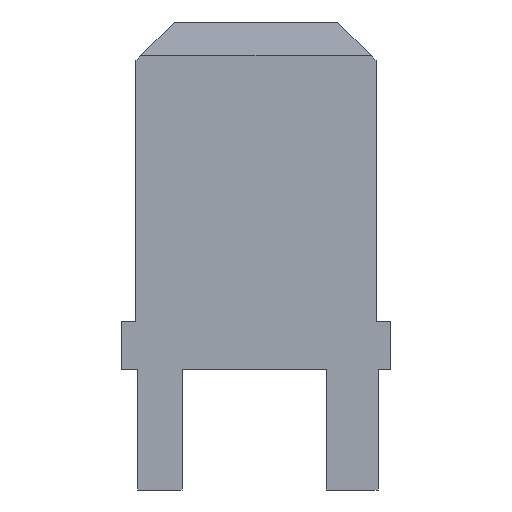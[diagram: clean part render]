
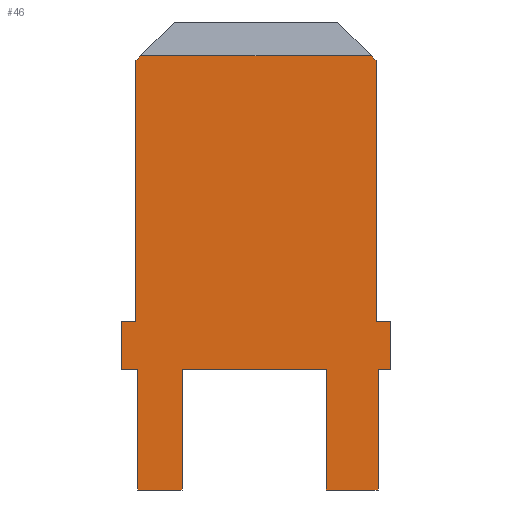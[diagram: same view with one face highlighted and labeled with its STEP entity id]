
A CAD part, front view. The second image highlights one B-rep face of the part: STEP entity #46.
In plain terms, the highlighted planar face has unit normal (0, -1, 0).
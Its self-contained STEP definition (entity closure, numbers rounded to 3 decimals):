
#46=ADVANCED_FACE('',(#69),#70,.T.);
#69=FACE_OUTER_BOUND('',#113,.T.);
#70=PLANE('',#114);
#113=EDGE_LOOP('',(#157,#158,#159,#160,#161,#162,#163,#164,#165,#166,#167,#168,#169,#170,#171,#172,#173,#174));
#114=AXIS2_PLACEMENT_3D('',#175,#176,#177);
#157=ORIENTED_EDGE('',*,*,#343,.F.);
#158=ORIENTED_EDGE('',*,*,#344,.F.);
#159=ORIENTED_EDGE('',*,*,#345,.T.);
#160=ORIENTED_EDGE('',*,*,#346,.F.);
#161=ORIENTED_EDGE('',*,*,#347,.F.);
#162=ORIENTED_EDGE('',*,*,#348,.T.);
#163=ORIENTED_EDGE('',*,*,#349,.F.);
#164=ORIENTED_EDGE('',*,*,#350,.F.);
#165=ORIENTED_EDGE('',*,*,#351,.T.);
#166=ORIENTED_EDGE('',*,*,#352,.F.);
#167=ORIENTED_EDGE('',*,*,#353,.F.);
#168=ORIENTED_EDGE('',*,*,#354,.F.);
#169=ORIENTED_EDGE('',*,*,#355,.F.);
#170=ORIENTED_EDGE('',*,*,#356,.F.);
#171=ORIENTED_EDGE('',*,*,#357,.T.);
#172=ORIENTED_EDGE('',*,*,#358,.F.);
#173=ORIENTED_EDGE('',*,*,#359,.F.);
#174=ORIENTED_EDGE('',*,*,#360,.T.);
#175=CARTESIAN_POINT('',(0.0,-0.4,0.0));
#176=DIRECTION('',(0.0,-1.0,0.0));
#177=DIRECTION('',(0.0,0.0,-1.0));
#343=EDGE_CURVE('',#403,#404,#405,.T.);
#344=EDGE_CURVE('',#406,#403,#407,.T.);
#345=EDGE_CURVE('',#406,#408,#409,.T.);
#346=EDGE_CURVE('',#410,#408,#411,.T.);
#347=EDGE_CURVE('',#412,#410,#413,.T.);
#348=EDGE_CURVE('',#412,#414,#415,.T.);
#349=EDGE_CURVE('',#416,#414,#417,.T.);
#350=EDGE_CURVE('',#418,#416,#419,.T.);
#351=EDGE_CURVE('',#418,#420,#421,.T.);
#352=EDGE_CURVE('',#422,#420,#423,.T.);
#353=EDGE_CURVE('',#424,#422,#425,.T.);
#354=EDGE_CURVE('',#426,#424,#427,.T.);
#355=EDGE_CURVE('',#428,#426,#429,.T.);
#356=EDGE_CURVE('',#430,#428,#431,.T.);
#357=EDGE_CURVE('',#430,#432,#433,.T.);
#358=EDGE_CURVE('',#434,#432,#435,.T.);
#359=EDGE_CURVE('',#436,#434,#437,.T.);
#360=EDGE_CURVE('',#436,#404,#438,.T.);
#403=VERTEX_POINT('',#503);
#404=VERTEX_POINT('',#504);
#405=LINE('',#505,#506);
#406=VERTEX_POINT('',#507);
#407=LINE('',#508,#509);
#408=VERTEX_POINT('',#510);
#409=LINE('',#511,#512);
#410=VERTEX_POINT('',#513);
#411=LINE('',#514,#515);
#412=VERTEX_POINT('',#516);
#413=LINE('',#517,#518);
#414=VERTEX_POINT('',#519);
#415=LINE('',#520,#521);
#416=VERTEX_POINT('',#522);
#417=LINE('',#523,#524);
#418=VERTEX_POINT('',#525);
#419=LINE('',#526,#527);
#420=VERTEX_POINT('',#528);
#421=LINE('',#529,#530);
#422=VERTEX_POINT('',#531);
#423=LINE('',#532,#533);
#424=VERTEX_POINT('',#534);
#425=LINE('',#535,#536);
#426=VERTEX_POINT('',#537);
#427=LINE('',#538,#539);
#428=VERTEX_POINT('',#540);
#429=LINE('',#541,#542);
#430=VERTEX_POINT('',#543);
#431=LINE('',#544,#545);
#432=VERTEX_POINT('',#546);
#433=LINE('',#547,#548);
#434=VERTEX_POINT('',#549);
#435=LINE('',#550,#551);
#436=VERTEX_POINT('',#552);
#437=LINE('',#553,#554);
#438=LINE('',#555,#556);
#503=CARTESIAN_POINT('',(-3.175,-0.4,-1.016));
#504=CARTESIAN_POINT('',(-3.048,-0.4,-0.889));
#505=CARTESIAN_POINT('',(-3.175,-0.4,-1.016));
#506=VECTOR('',#663,0.18);
#507=CARTESIAN_POINT('',(-3.175,-0.4,-7.925));
#508=CARTESIAN_POINT('',(-3.175,-0.4,-7.925));
#509=VECTOR('',#664,6.909);
#510=CARTESIAN_POINT('',(-3.556,-0.4,-7.925));
#511=CARTESIAN_POINT('',(-3.175,-0.4,-7.925));
#512=VECTOR('',#665,0.381);
#513=CARTESIAN_POINT('',(-3.556,-0.4,-9.195));
#514=CARTESIAN_POINT('',(-3.556,-0.4,-9.195));
#515=VECTOR('',#666,1.27);
#516=CARTESIAN_POINT('',(-3.124,-0.4,-9.195));
#517=CARTESIAN_POINT('',(-3.124,-0.4,-9.195));
#518=VECTOR('',#667,0.432);
#519=CARTESIAN_POINT('',(-3.124,-0.4,-12.37));
#520=CARTESIAN_POINT('',(-3.124,-0.4,-9.195));
#521=VECTOR('',#668,3.175);
#522=CARTESIAN_POINT('',(-1.956,-0.4,-12.37));
#523=CARTESIAN_POINT('',(-1.956,-0.4,-12.37));
#524=VECTOR('',#669,1.168);
#525=CARTESIAN_POINT('',(-1.956,-0.4,-9.195));
#526=CARTESIAN_POINT('',(-1.956,-0.4,-9.195));
#527=VECTOR('',#670,3.175);
#528=CARTESIAN_POINT('',(1.854,-0.4,-9.195));
#529=CARTESIAN_POINT('',(-1.956,-0.4,-9.195));
#530=VECTOR('',#671,3.81);
#531=CARTESIAN_POINT('',(1.854,-0.4,-12.37));
#532=CARTESIAN_POINT('',(1.854,-0.4,-12.37));
#533=VECTOR('',#672,3.175);
#534=CARTESIAN_POINT('',(3.226,-0.4,-12.37));
#535=CARTESIAN_POINT('',(3.226,-0.4,-12.37));
#536=VECTOR('',#673,1.372);
#537=CARTESIAN_POINT('',(3.226,-0.4,-9.195));
#538=CARTESIAN_POINT('',(3.226,-0.4,-9.195));
#539=VECTOR('',#674,3.175);
#540=CARTESIAN_POINT('',(3.556,-0.4,-9.195));
#541=CARTESIAN_POINT('',(3.556,-0.4,-9.195));
#542=VECTOR('',#675,0.33);
#543=CARTESIAN_POINT('',(3.556,-0.4,-7.925));
#544=CARTESIAN_POINT('',(3.556,-0.4,-7.925));
#545=VECTOR('',#676,1.27);
#546=CARTESIAN_POINT('',(3.175,-0.4,-7.925));
#547=CARTESIAN_POINT('',(3.556,-0.4,-7.925));
#548=VECTOR('',#677,0.381);
#549=CARTESIAN_POINT('',(3.175,-0.4,-1.016));
#550=CARTESIAN_POINT('',(3.175,-0.4,-1.016));
#551=VECTOR('',#678,6.909);
#552=CARTESIAN_POINT('',(3.048,-0.4,-0.889));
#553=CARTESIAN_POINT('',(3.048,-0.4,-0.889));
#554=VECTOR('',#679,0.18);
#555=CARTESIAN_POINT('',(3.048,-0.4,-0.889));
#556=VECTOR('',#680,6.096);
#663=DIRECTION('',(0.707,0.0,0.707));
#664=DIRECTION('',(0.0,0.0,1.0));
#665=DIRECTION('',(-1.0,0.0,0.0));
#666=DIRECTION('',(0.0,0.0,1.0));
#667=DIRECTION('',(-1.0,0.0,0.0));
#668=DIRECTION('',(0.0,0.0,-1.0));
#669=DIRECTION('',(-1.0,0.0,0.0));
#670=DIRECTION('',(0.0,0.0,-1.0));
#671=DIRECTION('',(1.0,0.0,0.0));
#672=DIRECTION('',(0.0,0.0,1.0));
#673=DIRECTION('',(-1.0,0.0,0.0));
#674=DIRECTION('',(0.0,0.0,-1.0));
#675=DIRECTION('',(-1.0,0.0,0.0));
#676=DIRECTION('',(0.0,0.0,-1.0));
#677=DIRECTION('',(-1.0,0.0,0.0));
#678=DIRECTION('',(0.0,0.0,-1.0));
#679=DIRECTION('',(0.707,0.0,-0.707));
#680=DIRECTION('',(-1.0,0.0,0.0));
